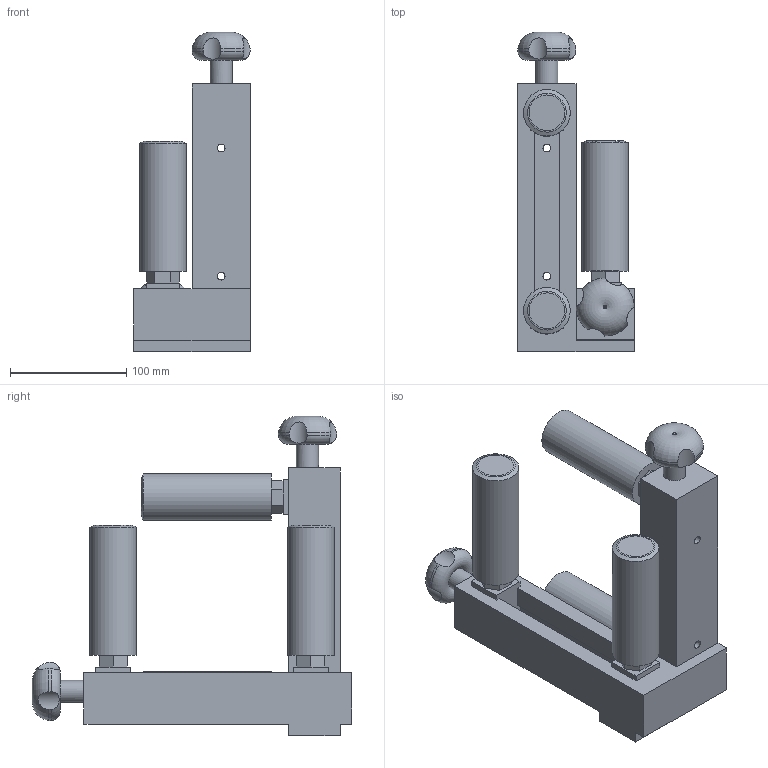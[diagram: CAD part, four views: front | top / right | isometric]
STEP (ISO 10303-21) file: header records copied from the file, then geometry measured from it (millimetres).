
FILE_DESCRIPTION (( 'STEP AP203' ), '1' );
FILE_NAME ('250811 STEP 3-200012-00_6454A_7007A.STEP', '2025-08-11T12:23:58', ( '' ), ( '' ), 'SwSTEP 2.0', 'SolidWorks 2024', '' );
FILE_SCHEMA (( 'CONFIG_CONTROL_DESIGN' ));
Length unit declared in the file: millimetre
Products named in the file (1): 250811 STEP 3-200012-00_6454A_7007A
Bounding box: 100 x 274.41 x 274.41 mm (x, y, z)
Volume: 1510466.7 mm3; surface area: 212480.2 mm2
Topology: 1 solids, 17 shells, 317 faces, 771 edges, 509 vertices
Faces by surface type: plane 156, bspline 75, cylinder 58, cone 20, torus 8
Full cylindrical faces by diameter (mm): 5 x16, 6.6 x8, 6.8 x4, 11 x8, 19 x2, 40 x4
Entity records: 12856 total; most frequent: CARTESIAN_POINT 6295, ORIENTED_EDGE 1334, DIRECTION 1095, EDGE_CURVE 667, VERTEX_POINT 475, EDGE_LOOP 416, VECTOR 393, LINE 393
